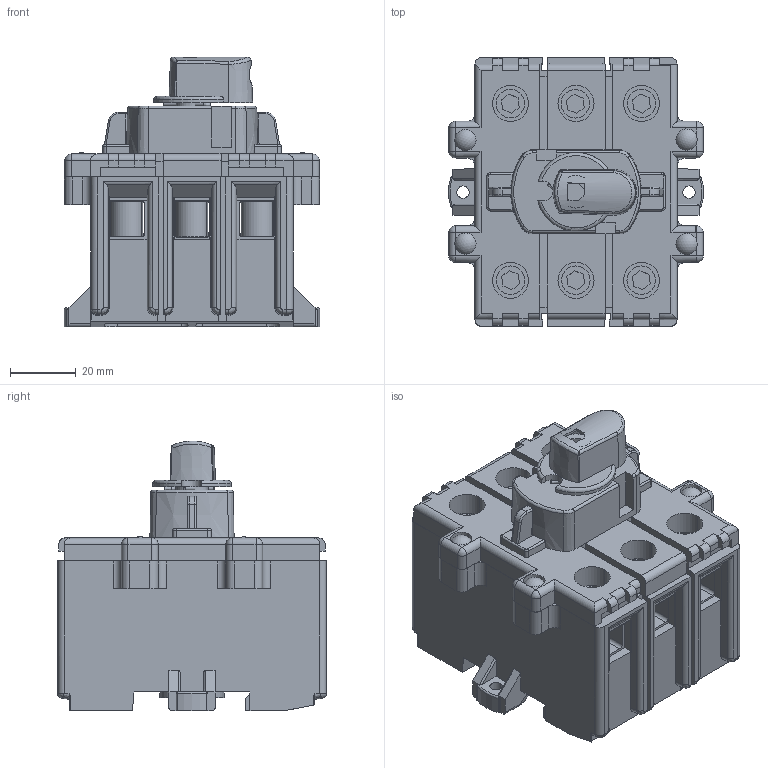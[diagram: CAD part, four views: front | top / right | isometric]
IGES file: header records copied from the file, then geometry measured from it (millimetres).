
Global section: file name: No Iges File Name specified; native system: AutoDesk Inventor R12.0; preprocessor: AutoDesk Inventor Iges Exporter R12.0; date: 20080618.164533; units: millimetre
Bounding box: 77.91 x 82 x 82.4 mm (x, y, z)
Volume: 136240.4 mm3; surface area: 87586.5 mm2
Topology: 22 solids, 22 shells, 1040 faces, 2797 edges, 1797 vertices
Faces by surface type: plane 546, cylinder 194, bspline 125, revolution 107, cone 30, torus 22, sphere 16
